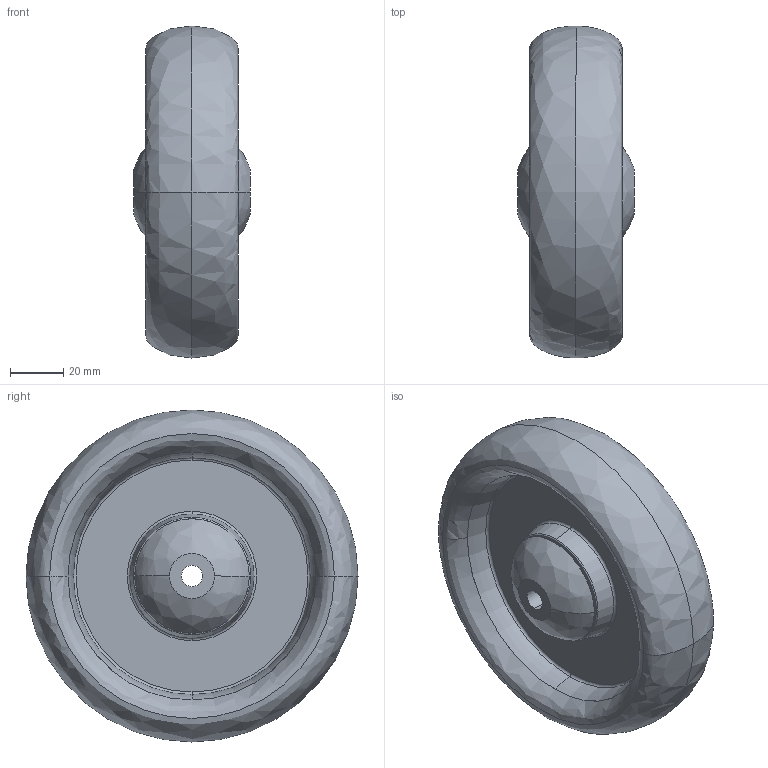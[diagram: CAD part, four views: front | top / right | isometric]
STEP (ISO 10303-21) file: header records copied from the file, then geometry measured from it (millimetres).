
FILE_DESCRIPTION (( 'STEP AP214' ), '1' );
FILE_NAME ('0033632_EPSK-125-35-44-K08-VA.step', '2018-06-07T07:51:59', ( '' ), ( '' ), 'SwSTEP 2.0', 'SolidWorks 2018', '' );
FILE_SCHEMA (( 'AUTOMOTIVE_DESIGN' ));
Length unit declared in the file: millimetre
Products named in the file (1): 0033632_EPSK-125-35-44-K08-VA
Bounding box: 44 x 125 x 125 mm (x, y, z)
Volume: 236157.1 mm3; surface area: 58837.7 mm2
Topology: 17 solids, 17 shells, 138 faces, 310 edges, 176 vertices
Faces by surface type: cylinder 38, sphere 30, plane 24, torus 22, cone 12, bspline 12
Entity records: 5302 total; most frequent: CARTESIAN_POINT 761, DIRECTION 680, ORIENTED_EDGE 500, AXIS2_PLACEMENT_3D 315, EDGE_CURVE 250, CIRCLE 188, EDGE_LOOP 162, UNCERTAINTY_MEASURE_WITH_UNIT 157
